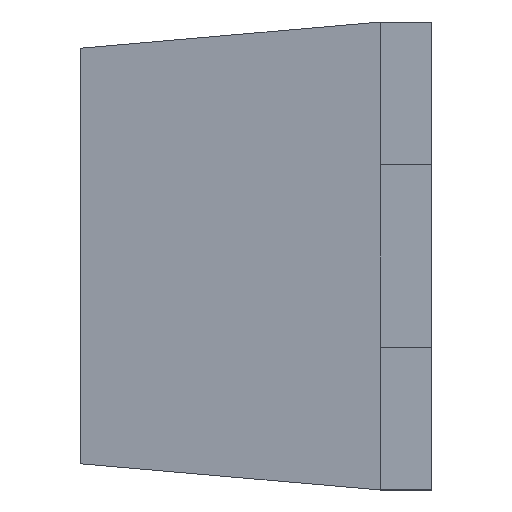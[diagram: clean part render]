
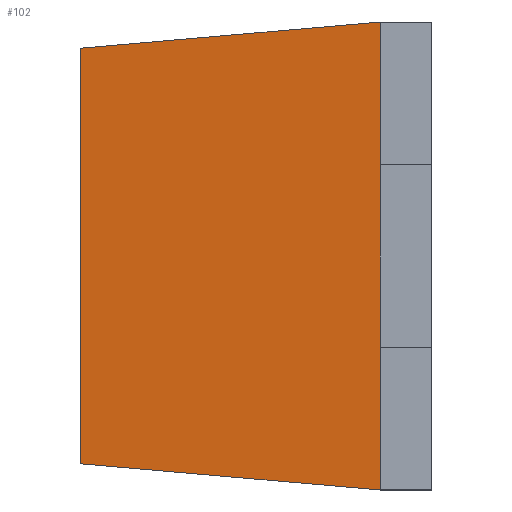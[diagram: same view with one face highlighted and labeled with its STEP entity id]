
A CAD part, left-side view. The second image highlights one B-rep face of the part: STEP entity #102.
In plain terms, the highlighted planar face has unit normal (-0.996, 0.087, 0).
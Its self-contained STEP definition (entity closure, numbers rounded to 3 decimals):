
#3 = VERTEX_POINT ( 'NONE', #69 ) ;
#18 = DIRECTION ( 'NONE',  ( 0., 0., 1. ) ) ;
#28 = EDGE_CURVE ( 'NONE', #205, #3, #461, .T. ) ;
#52 = VERTEX_POINT ( 'NONE', #459 ) ;
#57 = VECTOR ( 'NONE', #618, 1000. ) ;
#69 = CARTESIAN_POINT ( 'NONE',  ( -1.21, 1.2, 0.71 ) ) ;
#78 = CARTESIAN_POINT ( 'NONE',  ( -1.21, 1.2, -0.71 ) ) ;
#82 = CARTESIAN_POINT ( 'NONE',  ( -1.3, 0.175, -0.8 ) ) ;
#95 = PLANE ( 'NONE',  #286 ) ;
#100 = VECTOR ( 'NONE', #545, 1000. ) ;
#102 = ADVANCED_FACE ( 'NONE', ( #437 ), #95, .T. ) ;
#104 = ORIENTED_EDGE ( 'NONE', *, *, #170, .F. ) ;
#125 = EDGE_CURVE ( 'NONE', #392, #52, #387, .T. ) ;
#170 = EDGE_CURVE ( 'NONE', #3, #52, #363, .T. ) ;
#205 = VERTEX_POINT ( 'NONE', #78 ) ;
#228 = EDGE_LOOP ( 'NONE', ( #372, #352, #385, #104 ) ) ;
#275 = EDGE_CURVE ( 'NONE', #205, #392, #368, .T. ) ;
#286 = AXIS2_PLACEMENT_3D ( 'NONE', #430, #423, #626 ) ;
#312 = CARTESIAN_POINT ( 'NONE',  ( -1.3, 0.175, -0.8 ) ) ;
#325 = CARTESIAN_POINT ( 'NONE',  ( -1.3, 0.175, 0.8 ) ) ;
#352 = ORIENTED_EDGE ( 'NONE', *, *, #275, .T. ) ;
#361 = VECTOR ( 'NONE', #18, 1000. ) ;
#363 = LINE ( 'NONE', #417, #100 ) ;
#368 = LINE ( 'NONE', #312, #434 ) ;
#372 = ORIENTED_EDGE ( 'NONE', *, *, #28, .F. ) ;
#385 = ORIENTED_EDGE ( 'NONE', *, *, #125, .T. ) ;
#387 = LINE ( 'NONE', #325, #57 ) ;
#392 = VERTEX_POINT ( 'NONE', #82 ) ;
#417 = CARTESIAN_POINT ( 'NONE',  ( -1.3, 0.175, 0.8 ) ) ;
#423 = DIRECTION ( 'NONE',  ( -0.996, 0.087, 0. ) ) ;
#430 = CARTESIAN_POINT ( 'NONE',  ( -1.3, 0.175, -0.8 ) ) ;
#434 = VECTOR ( 'NONE', #503, 1000. ) ;
#437 = FACE_OUTER_BOUND ( 'NONE', #228, .T. ) ;
#455 = CARTESIAN_POINT ( 'NONE',  ( -1.21, 1.2, -0.8 ) ) ;
#459 = CARTESIAN_POINT ( 'NONE',  ( -1.3, 0.175, 0.8 ) ) ;
#461 = LINE ( 'NONE', #455, #361 ) ;
#503 = DIRECTION ( 'NONE',  ( -0.087, -0.992, -0.087 ) ) ;
#545 = DIRECTION ( 'NONE',  ( -0.087, -0.992, 0.087 ) ) ;
#618 = DIRECTION ( 'NONE',  ( 0., 0., 1. ) ) ;
#626 = DIRECTION ( 'NONE',  ( -0.087, -0.996, 0. ) ) ;
